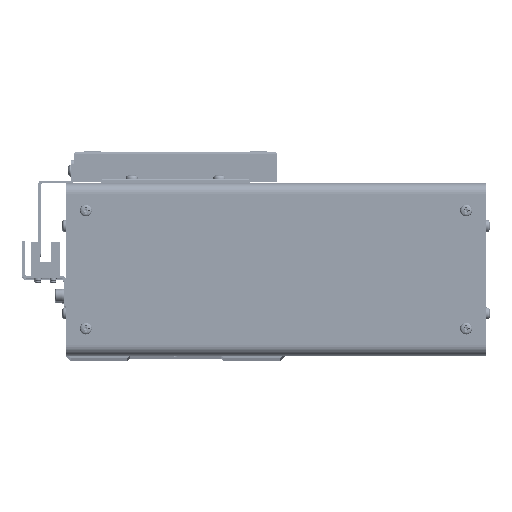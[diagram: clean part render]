
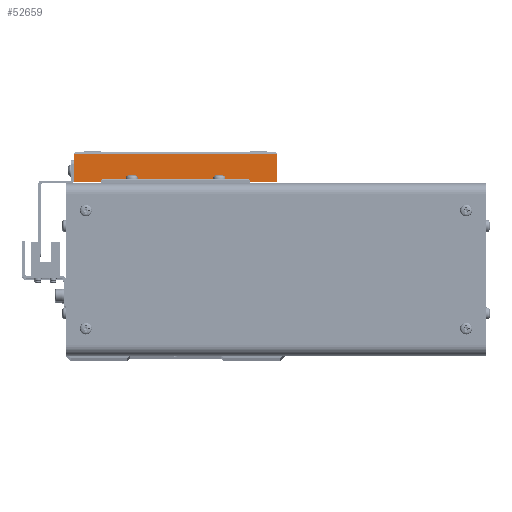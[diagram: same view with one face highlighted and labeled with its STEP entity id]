
A CAD part, top view. The second image highlights one B-rep face of the part: STEP entity #52659.
In plain terms, the highlighted face is planar.
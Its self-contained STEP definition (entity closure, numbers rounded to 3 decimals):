
#6852 = PLANE ( 'NONE',  #104139 ) ;
#9012 = LINE ( 'NONE', #89550, #54763 ) ;
#9722 = DIRECTION ( 'NONE',  ( 0., 0., -1. ) ) ;
#14155 = VERTEX_POINT ( 'NONE', #89542 ) ;
#17718 = VERTEX_POINT ( 'NONE', #82507 ) ;
#23727 = ORIENTED_EDGE ( 'NONE', *, *, #102870, .T. ) ;
#25502 = DIRECTION ( 'NONE',  ( 0., -1., 0. ) ) ;
#26556 = CARTESIAN_POINT ( 'NONE',  ( 73., 5.75, -46.5 ) ) ;
#34468 = CARTESIAN_POINT ( 'NONE',  ( 73., 6.75, 46.5 ) ) ;
#37932 = CARTESIAN_POINT ( 'NONE',  ( 73., 5.75, 46.5 ) ) ;
#39314 = LINE ( 'NONE', #37932, #63607 ) ;
#43646 = DIRECTION ( 'NONE',  ( 0., 0., 1. ) ) ;
#45382 = FACE_OUTER_BOUND ( 'NONE', #53004, .T. ) ;
#47126 = DIRECTION ( 'NONE',  ( 0., 0., 1. ) ) ;
#51433 = EDGE_CURVE ( 'NONE', #108431, #14155, #104388, .T. ) ;
#52659 = ADVANCED_FACE ( 'NONE', ( #45382 ), #6852, .F. ) ;
#53004 = EDGE_LOOP ( 'NONE', ( #112480, #102436, #23727, #59511 ) ) ;
#54763 = VECTOR ( 'NONE', #25502, 1000. ) ;
#59511 = ORIENTED_EDGE ( 'NONE', *, *, #76206, .T. ) ;
#63607 = VECTOR ( 'NONE', #47126, 1000. ) ;
#76206 = EDGE_CURVE ( 'NONE', #90079, #14155, #89282, .T. ) ;
#79956 = VECTOR ( 'NONE', #96060, 1000. ) ;
#82507 = CARTESIAN_POINT ( 'NONE',  ( 73., 5.75, 46.5 ) ) ;
#83033 = CARTESIAN_POINT ( 'NONE',  ( 73., -6.75, 46.5 ) ) ;
#86829 = CARTESIAN_POINT ( 'NONE',  ( 73., 6.75, -46.5 ) ) ;
#89282 = LINE ( 'NONE', #101004, #95074 ) ;
#89542 = CARTESIAN_POINT ( 'NONE',  ( 73., -6.75, -46.5 ) ) ;
#89550 = CARTESIAN_POINT ( 'NONE',  ( 73., 6.75, 46.5 ) ) ;
#90079 = VERTEX_POINT ( 'NONE', #83033 ) ;
#95074 = VECTOR ( 'NONE', #9722, 1000. ) ;
#96060 = DIRECTION ( 'NONE',  ( 0., -1., 0. ) ) ;
#98558 = DIRECTION ( 'NONE',  ( -1., 0., 0. ) ) ;
#101004 = CARTESIAN_POINT ( 'NONE',  ( 73., -6.75, 46.5 ) ) ;
#102436 = ORIENTED_EDGE ( 'NONE', *, *, #115194, .T. ) ;
#102870 = EDGE_CURVE ( 'NONE', #17718, #90079, #9012, .T. ) ;
#104139 = AXIS2_PLACEMENT_3D ( 'NONE', #34468, #98558, #43646 ) ;
#104388 = LINE ( 'NONE', #86829, #79956 ) ;
#108431 = VERTEX_POINT ( 'NONE', #26556 ) ;
#112480 = ORIENTED_EDGE ( 'NONE', *, *, #51433, .F. ) ;
#115194 = EDGE_CURVE ( 'NONE', #108431, #17718, #39314, .T. ) ;
